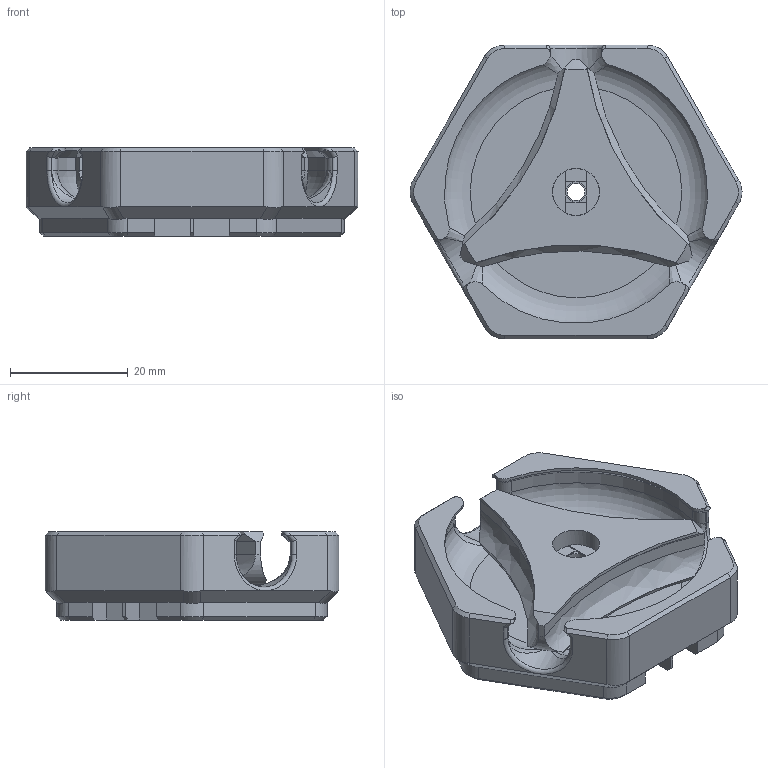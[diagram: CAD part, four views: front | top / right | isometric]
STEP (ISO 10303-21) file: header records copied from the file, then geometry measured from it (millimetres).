
FILE_DESCRIPTION(/* description */ (''),/* implementation_level */ '2;1');
FILE_NAME(/* name */ 'Flip Tile.step',/* time_stamp */ '2023-05-13T17:41:50-06:00',/* author */ (''),/* organization */ (''),/* preprocessor_version */ 'ST-DEVELOPER v19.2',/* originating_system */ 'Autodesk Translation Framework v12.4.0.73',/* authorisation */ '');
FILE_SCHEMA (('AUTOMOTIVE_DESIGN { 1 0 10303 214 3 1 1 }'));
Length unit declared in the file: millimetre
Products named in the file (3): Tile; Flippy Dingus; Tile (1)
Assembly tree (2 placements, depth 2):
  Tile
    Flippy Dingus
    Tile (1)
Bounding box: 56.5 x 50 x 15 mm (x, y, z)
Volume: 18511.4 mm3; surface area: 10123.6 mm2
Topology: 2 solids, 2 shells, 233 faces, 610 edges, 377 vertices
Faces by surface type: plane 111, cylinder 74, bspline 21, cone 18, torus 9
Full cylindrical faces by diameter (mm): 3 x1, 3.5 x1, 4 x1, 8 x1
Entity records: 8244 total; most frequent: CARTESIAN_POINT 2584, ORIENTED_EDGE 1208, DIRECTION 1127, EDGE_CURVE 604, AXIS2_PLACEMENT_3D 402, VERTEX_POINT 377, LINE 323, VECTOR 323
